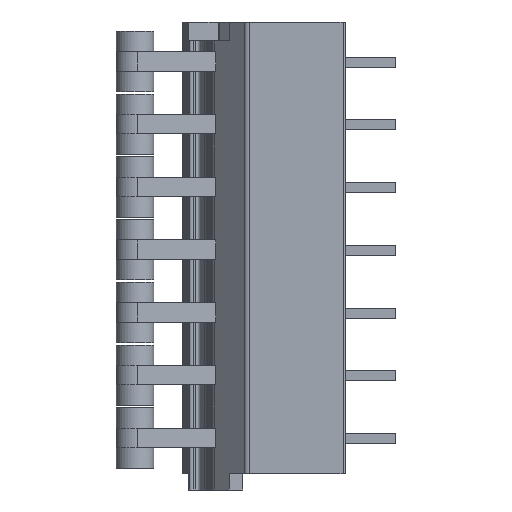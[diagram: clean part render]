
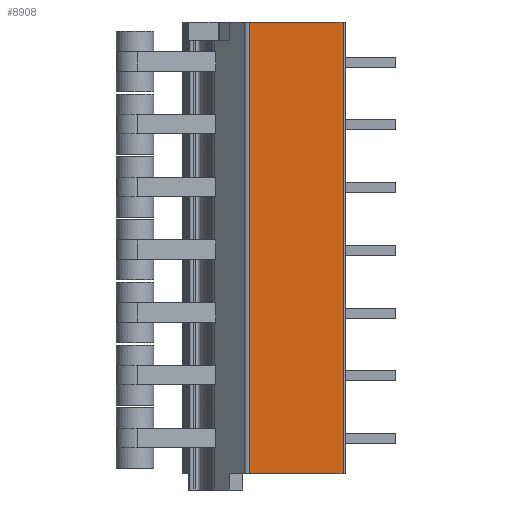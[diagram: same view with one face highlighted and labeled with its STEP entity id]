
A CAD part, left-side view. The second image highlights one B-rep face of the part: STEP entity #8908.
In plain terms, the highlighted planar face has unit normal (-1, 0, 0).
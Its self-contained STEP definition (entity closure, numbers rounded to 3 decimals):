
#30=DIRECTION('',(0.,-1.,0.));
#31=VECTOR('',#30,7.471);
#32=CARTESIAN_POINT('',(0.,7.671,-32.8));
#33=LINE('',#32,#31);
#310=DIRECTION('',(0.,-1.,0.));
#311=VECTOR('',#310,7.471);
#312=CARTESIAN_POINT('',(0.,7.671,3.2));
#313=LINE('',#312,#311);
#451=DIRECTION('',(0.,0.,1.));
#452=VECTOR('',#451,36.);
#453=CARTESIAN_POINT('',(0.,7.671,-32.8));
#454=LINE('',#453,#452);
#455=DIRECTION('',(0.,0.,1.));
#456=VECTOR('',#455,36.);
#457=CARTESIAN_POINT('',(0.,0.2,-32.8));
#458=LINE('',#457,#456);
#6872=CARTESIAN_POINT('',(0.,7.671,-32.8));
#6874=VERTEX_POINT('',#6872);
#6875=CARTESIAN_POINT('',(0.,0.2,-32.8));
#6876=VERTEX_POINT('',#6875);
#6992=CARTESIAN_POINT('',(0.,7.671,3.2));
#6994=VERTEX_POINT('',#6992);
#6995=CARTESIAN_POINT('',(0.,0.2,3.2));
#6996=VERTEX_POINT('',#6995);
#8896=CARTESIAN_POINT('',(0.,7.671,-32.8));
#8897=DIRECTION('',(-1.,0.,0.));
#8898=DIRECTION('',(0.,-1.,0.));
#8899=AXIS2_PLACEMENT_3D('',#8896,#8897,#8898);
#8900=PLANE('',#8899);
#8901=ORIENTED_EDGE('',*,*,#8890,.T.);
#8902=ORIENTED_EDGE('',*,*,#8784,.T.);
#8904=ORIENTED_EDGE('',*,*,#8903,.F.);
#8905=ORIENTED_EDGE('',*,*,#8584,.F.);
#8906=EDGE_LOOP('',(#8901,#8902,#8904,#8905));
#8907=FACE_OUTER_BOUND('',#8906,.F.);
#8908=ADVANCED_FACE('',(#8907),#8900,.T.);
#8584=EDGE_CURVE('',#6874,#6876,#33,.T.);
#8784=EDGE_CURVE('',#6994,#6996,#313,.T.);
#8890=EDGE_CURVE('',#6874,#6994,#454,.T.);
#8903=EDGE_CURVE('',#6876,#6996,#458,.T.);
